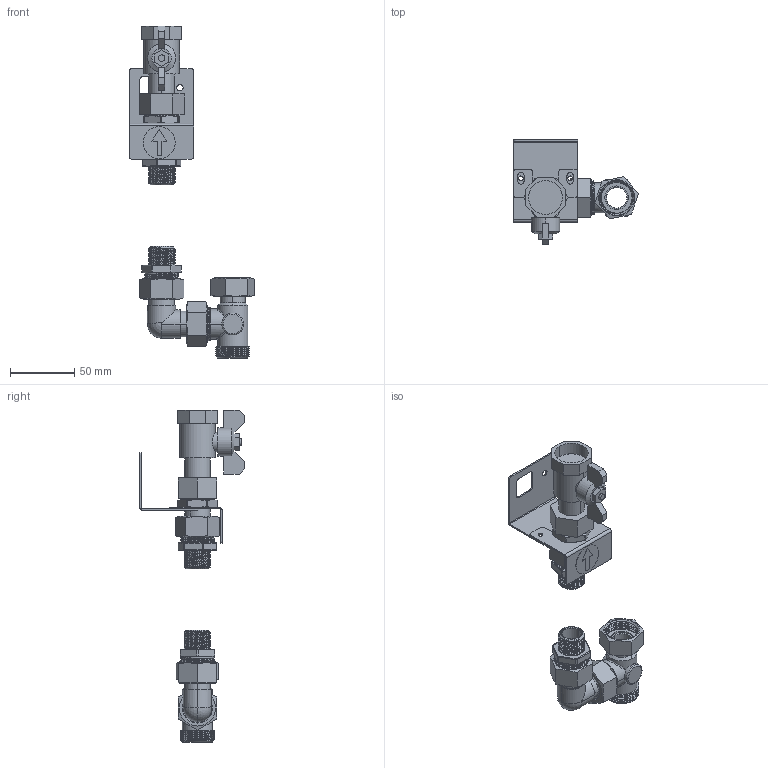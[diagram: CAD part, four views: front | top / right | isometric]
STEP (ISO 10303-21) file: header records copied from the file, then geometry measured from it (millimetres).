
FILE_DESCRIPTION (( 'STEP AP214' ), '1' );
FILE_NAME ('SER-EER Metering Unit_Set2(267B0001).STEP', '2022-07-29T13:48:55', ( '' ), ( '' ), 'SwSTEP 2.0', 'SolidWorks 2021', '' );
FILE_SCHEMA (( 'AUTOMOTIVE_DESIGN' ));
Length unit declared in the file: millimetre
Products named in the file (17): SER-EER Metering Unit_Set2(267B0001); DAF-43(G)_(00); DAF-20-01_Varsay考an; DAF-30-03_1; DAF-09-02A-1(G)_(00); DAF-43_(00); DAF-09-02-01(G)_Varsay考an; DAF-31_(01); Conta_3\4"; Ball_Valve_3-4''''_Red_Tiemme_2263CK_Varsay考an; Etiket_Varsay考an; DAF-41_1; Bracket_SER_Circulation_A_Varsay考an; Bracket_SER_Circulation_B_Varsay考an; DAF-20-01A_1; MTCV Danfoss Termostatik Sirkulasyon Vanas齙Varsay峫an; DAF-30-03A_1
Assembly tree (24 placements, depth 3):
  SER-EER Metering Unit_Set2(267B0001)
    Conta_3\4"  x4
    DAF-30-03_1
      DAF-30-03A_1
      DAF-41_1  x2
      DAF-43_(00)  x2
    DAF-31_(01)  x2
    MTCV Danfoss Termostatik Sirkulasyon Vanas齙Varsay峫an
    DAF-09-02-01(G)_Varsay考an
      DAF-09-02A-1(G)_(00)
      DAF-43(G)_(00)
    Bracket_SER_Circulation_A_Varsay考an
    Bracket_SER_Circulation_B_Varsay考an
    Ball_Valve_3-4''''_Red_Tiemme_2263CK_Varsay考an
    DAF-20-01_Varsay考an
      DAF-20-01A_1
      DAF-41_1
      DAF-43_(00)
    Etiket_Varsay考an
Bounding box: 97.46 x 81.5 x 259 mm (x, y, z)
Volume: 113131 mm3; surface area: 82914.2 mm2
Topology: 30 solids, 30 shells, 759 faces, 1826 edges, 1141 vertices
Faces by surface type: cylinder 326, plane 231, cone 107, torus 54, bspline 37, sphere 4
Entity records: 128212 total; most frequent: CARTESIAN_POINT 56006, ORIENTED_EDGE 12158, DIRECTION 8187, EDGE_CURVE 6118, VERTEX_POINT 3857, AXIS2_PLACEMENT_3D 3049, EDGE_LOOP 2493, FACE_OUTER_BOUND 2385
